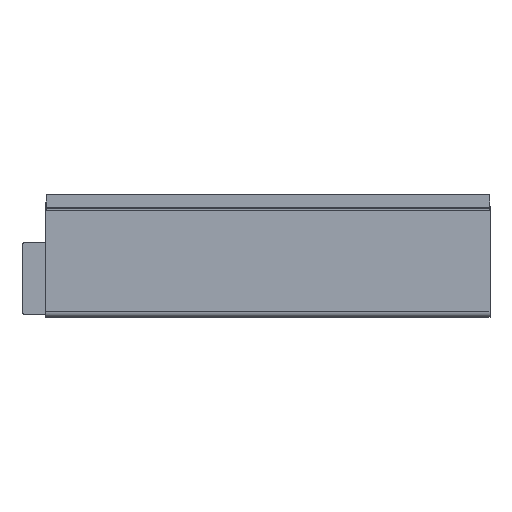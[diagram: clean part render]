
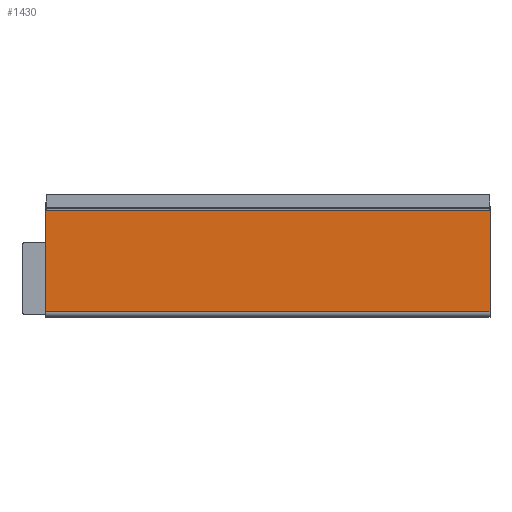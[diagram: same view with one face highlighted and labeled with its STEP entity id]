
A CAD part, top view. The second image highlights one B-rep face of the part: STEP entity #1430.
In plain terms, the highlighted planar face has unit normal (0, 0, 1).
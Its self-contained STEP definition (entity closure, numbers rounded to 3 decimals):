
#84 = VECTOR ( 'NONE', #868, 1000. ) ;
#134 = VECTOR ( 'NONE', #1709, 1000. ) ;
#183 = VERTEX_POINT ( 'NONE', #731 ) ;
#319 = CARTESIAN_POINT ( 'NONE',  ( -2., 0., 0. ) ) ;
#387 = VERTEX_POINT ( 'NONE', #1645 ) ;
#427 = EDGE_LOOP ( 'NONE', ( #1112, #1072, #2014, #2009 ) ) ;
#540 = CARTESIAN_POINT ( 'NONE',  ( 53.9, 0., 0. ) ) ;
#543 = CARTESIAN_POINT ( 'NONE',  ( -2., 13.4, 0. ) ) ;
#586 = EDGE_CURVE ( 'NONE', #1885, #1155, #949, .T. ) ;
#592 = DIRECTION ( 'NONE',  ( 0., 0., -1. ) ) ;
#658 = EDGE_CURVE ( 'NONE', #183, #387, #2052, .T. ) ;
#728 = LINE ( 'NONE', #1221, #134 ) ;
#731 = CARTESIAN_POINT ( 'NONE',  ( 53.9, 0.7, 0. ) ) ;
#849 = CARTESIAN_POINT ( 'NONE',  ( -2., 13.4, 0. ) ) ;
#868 = DIRECTION ( 'NONE',  ( 0., -1., 0. ) ) ;
#949 = LINE ( 'NONE', #319, #84 ) ;
#999 = CARTESIAN_POINT ( 'NONE',  ( -2., 0.7, 0. ) ) ;
#1013 = VECTOR ( 'NONE', #1590, 1000. ) ;
#1072 = ORIENTED_EDGE ( 'NONE', *, *, #658, .T. ) ;
#1112 = ORIENTED_EDGE ( 'NONE', *, *, #1321, .T. ) ;
#1155 = VERTEX_POINT ( 'NONE', #999 ) ;
#1221 = CARTESIAN_POINT ( 'NONE',  ( -2., 0.7, 0. ) ) ;
#1263 = PLANE ( 'NONE',  #1704 ) ;
#1321 = EDGE_CURVE ( 'NONE', #1155, #183, #728, .T. ) ;
#1329 = FACE_OUTER_BOUND ( 'NONE', #427, .T. ) ;
#1430 = ADVANCED_FACE ( 'NONE', ( #1329 ), #1263, .F. ) ;
#1435 = DIRECTION ( 'NONE',  ( -1., 0., 0. ) ) ;
#1573 = LINE ( 'NONE', #543, #1013 ) ;
#1590 = DIRECTION ( 'NONE',  ( -1., 0., 0. ) ) ;
#1645 = CARTESIAN_POINT ( 'NONE',  ( 53.9, 13.4, 0. ) ) ;
#1704 = AXIS2_PLACEMENT_3D ( 'NONE', #2091, #592, #1435 ) ;
#1709 = DIRECTION ( 'NONE',  ( 1., 0., 0. ) ) ;
#1786 = VECTOR ( 'NONE', #1882, 1000. ) ;
#1817 = EDGE_CURVE ( 'NONE', #387, #1885, #1573, .T. ) ;
#1882 = DIRECTION ( 'NONE',  ( 0., 1., 0. ) ) ;
#1885 = VERTEX_POINT ( 'NONE', #849 ) ;
#2009 = ORIENTED_EDGE ( 'NONE', *, *, #586, .T. ) ;
#2014 = ORIENTED_EDGE ( 'NONE', *, *, #1817, .T. ) ;
#2052 = LINE ( 'NONE', #540, #1786 ) ;
#2091 = CARTESIAN_POINT ( 'NONE',  ( 0., 0., 0. ) ) ;
